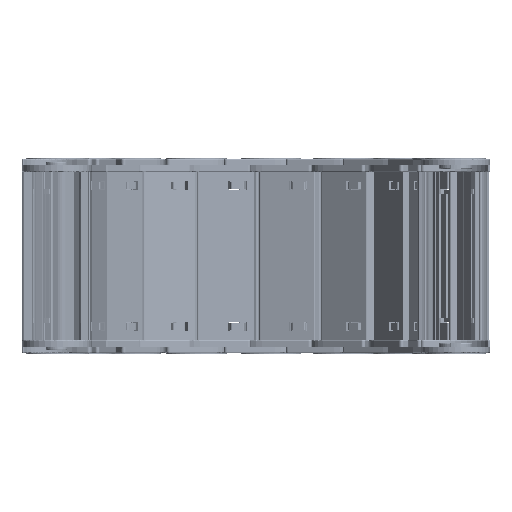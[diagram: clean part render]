
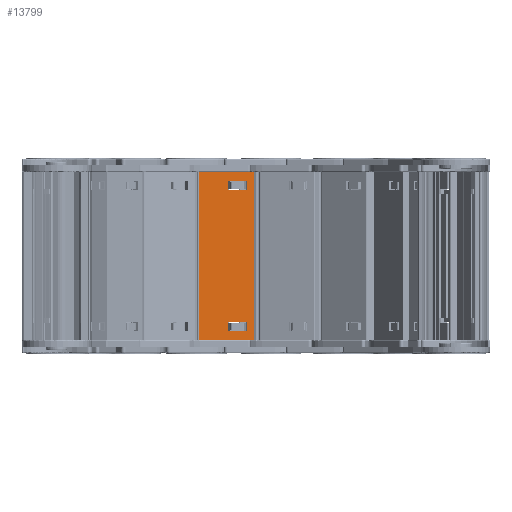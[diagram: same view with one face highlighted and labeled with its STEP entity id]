
A CAD part, left-side view. The second image highlights one B-rep face of the part: STEP entity #13799.
In plain terms, the highlighted face is planar.
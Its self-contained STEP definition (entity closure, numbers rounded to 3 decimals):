
#1995 = CARTESIAN_POINT ( 'NONE',  ( -63.423, 121.399, 225.553 ) ) ;
#2406 = CARTESIAN_POINT ( 'NONE',  ( -26.943, 121.399, 80.884 ) ) ;
#3895 = AXIS2_PLACEMENT_3D ( 'NONE', #1995, #38226, #31863 ) ;
#4185 = VERTEX_POINT ( 'NONE', #27135 ) ;
#4316 = CARTESIAN_POINT ( 'NONE',  ( -26.943, 121.399, -25.416 ) ) ;
#4525 = VERTEX_POINT ( 'NONE', #12455 ) ;
#4699 = DIRECTION ( 'NONE',  ( 0., 0., 1. ) ) ;
#4915 = LINE ( 'NONE', #28377, #24285 ) ;
#4961 = CARTESIAN_POINT ( 'NONE',  ( -40.943, 121.399, 87.184 ) ) ;
#5066 = EDGE_CURVE ( 'NONE', #4525, #39658, #41810, .T. ) ;
#5397 = VERTEX_POINT ( 'NONE', #6347 ) ;
#5685 = DIRECTION ( 'NONE',  ( -1., 0., 0. ) ) ;
#6267 = VERTEX_POINT ( 'NONE', #37091 ) ;
#6347 = CARTESIAN_POINT ( 'NONE',  ( -40.943, 121.399, 87.184 ) ) ;
#6873 = VECTOR ( 'NONE', #36136, 1000. ) ;
#6907 = LINE ( 'NONE', #4961, #19629 ) ;
#6986 = EDGE_CURVE ( 'NONE', #32635, #25292, #33157, .T. ) ;
#7810 = LINE ( 'NONE', #2406, #32714 ) ;
#8254 = CARTESIAN_POINT ( 'NONE',  ( -63.423, 121.399, -32.166 ) ) ;
#8683 = EDGE_CURVE ( 'NONE', #9770, #4525, #11210, .T. ) ;
#8892 = DIRECTION ( 'NONE',  ( 0., 0., -1. ) ) ;
#8995 = EDGE_CURVE ( 'NONE', #6267, #39658, #26447, .T. ) ;
#9466 = ORIENTED_EDGE ( 'NONE', *, *, #6986, .F. ) ;
#9770 = VERTEX_POINT ( 'NONE', #12737 ) ;
#11028 = FACE_OUTER_BOUND ( 'NONE', #27061, .T. ) ;
#11078 = ORIENTED_EDGE ( 'NONE', *, *, #5066, .T. ) ;
#11210 = LINE ( 'NONE', #21935, #35111 ) ;
#12455 = CARTESIAN_POINT ( 'NONE',  ( -21.723, 121.399, -32.166 ) ) ;
#12474 = LINE ( 'NONE', #21067, #12953 ) ;
#12530 = CARTESIAN_POINT ( 'NONE',  ( -63.423, 121.399, 225.553 ) ) ;
#12737 = CARTESIAN_POINT ( 'NONE',  ( -21.723, 121.399, 93.934 ) ) ;
#12953 = VECTOR ( 'NONE', #4699, 1000. ) ;
#13445 = VERTEX_POINT ( 'NONE', #30031 ) ;
#13561 = CARTESIAN_POINT ( 'NONE',  ( -26.943, 121.399, -19.116 ) ) ;
#13651 = EDGE_CURVE ( 'NONE', #25292, #21128, #41492, .T. ) ;
#13799 = ADVANCED_FACE ( 'NONE', ( #11028, #41008, #39462 ), #34696, .F. ) ;
#14256 = EDGE_CURVE ( 'NONE', #5397, #34338, #6907, .T. ) ;
#14941 = CARTESIAN_POINT ( 'NONE',  ( -26.943, 121.399, 87.184 ) ) ;
#15773 = CARTESIAN_POINT ( 'NONE',  ( -40.943, 121.399, -19.116 ) ) ;
#16432 = CARTESIAN_POINT ( 'NONE',  ( -26.943, 121.399, -19.116 ) ) ;
#16705 = EDGE_CURVE ( 'NONE', #4185, #13445, #7810, .T. ) ;
#17952 = CARTESIAN_POINT ( 'NONE',  ( -40.943, 121.399, -25.416 ) ) ;
#18718 = CARTESIAN_POINT ( 'NONE',  ( -40.943, 121.399, -25.416 ) ) ;
#18972 = VECTOR ( 'NONE', #32816, 1000. ) ;
#19611 = CARTESIAN_POINT ( 'NONE',  ( -40.943, 121.399, -19.116 ) ) ;
#19629 = VECTOR ( 'NONE', #34390, 1000. ) ;
#20640 = EDGE_CURVE ( 'NONE', #21128, #28526, #31162, .T. ) ;
#21067 = CARTESIAN_POINT ( 'NONE',  ( -40.943, 121.399, 80.884 ) ) ;
#21128 = VERTEX_POINT ( 'NONE', #18718 ) ;
#21192 = ORIENTED_EDGE ( 'NONE', *, *, #13651, .F. ) ;
#21232 = DIRECTION ( 'NONE',  ( -1., 0., 0. ) ) ;
#21394 = ORIENTED_EDGE ( 'NONE', *, *, #30607, .F. ) ;
#21935 = CARTESIAN_POINT ( 'NONE',  ( -21.723, 121.399, 225.553 ) ) ;
#21954 = DIRECTION ( 'NONE',  ( 0., 0., -1. ) ) ;
#22357 = ORIENTED_EDGE ( 'NONE', *, *, #8683, .T. ) ;
#22640 = DIRECTION ( 'NONE',  ( 0., 0., -1. ) ) ;
#24092 = VECTOR ( 'NONE', #32296, 1000. ) ;
#24191 = ORIENTED_EDGE ( 'NONE', *, *, #16705, .F. ) ;
#24285 = VECTOR ( 'NONE', #8892, 1000. ) ;
#24782 = ORIENTED_EDGE ( 'NONE', *, *, #14256, .F. ) ;
#24793 = DIRECTION ( 'NONE',  ( 0., 0., -1. ) ) ;
#25084 = ORIENTED_EDGE ( 'NONE', *, *, #40205, .F. ) ;
#25292 = VERTEX_POINT ( 'NONE', #4316 ) ;
#25370 = CARTESIAN_POINT ( 'NONE',  ( -26.943, 121.399, -25.416 ) ) ;
#26447 = LINE ( 'NONE', #12530, #28946 ) ;
#26674 = EDGE_LOOP ( 'NONE', ( #24191, #25084, #24782, #21394 ) ) ;
#26886 = DIRECTION ( 'NONE',  ( -1., 0., 0. ) ) ;
#27061 = EDGE_LOOP ( 'NONE', ( #22357, #11078, #41778, #27750 ) ) ;
#27135 = CARTESIAN_POINT ( 'NONE',  ( -26.943, 121.399, 80.884 ) ) ;
#27750 = ORIENTED_EDGE ( 'NONE', *, *, #32008, .F. ) ;
#28377 = CARTESIAN_POINT ( 'NONE',  ( -26.943, 121.399, 87.184 ) ) ;
#28526 = VERTEX_POINT ( 'NONE', #15773 ) ;
#28946 = VECTOR ( 'NONE', #22640, 1000. ) ;
#29673 = VECTOR ( 'NONE', #26886, 1000. ) ;
#30031 = CARTESIAN_POINT ( 'NONE',  ( -40.943, 121.399, 80.884 ) ) ;
#30607 = EDGE_CURVE ( 'NONE', #13445, #5397, #12474, .T. ) ;
#30841 = VECTOR ( 'NONE', #21232, 1000. ) ;
#31162 = LINE ( 'NONE', #19611, #18972 ) ;
#31863 = DIRECTION ( 'NONE',  ( 0., 0., -1. ) ) ;
#32008 = EDGE_CURVE ( 'NONE', #9770, #6267, #38842, .T. ) ;
#32296 = DIRECTION ( 'NONE',  ( -1., 0., 0. ) ) ;
#32635 = VERTEX_POINT ( 'NONE', #16432 ) ;
#32705 = CARTESIAN_POINT ( 'NONE',  ( -63.423, 121.399, -32.166 ) ) ;
#32714 = VECTOR ( 'NONE', #5685, 1000. ) ;
#32816 = DIRECTION ( 'NONE',  ( 0., 0., 1. ) ) ;
#33091 = ORIENTED_EDGE ( 'NONE', *, *, #41167, .F. ) ;
#33157 = LINE ( 'NONE', #25370, #39245 ) ;
#34338 = VERTEX_POINT ( 'NONE', #14941 ) ;
#34390 = DIRECTION ( 'NONE',  ( 1., 0., 0. ) ) ;
#34476 = EDGE_LOOP ( 'NONE', ( #9466, #33091, #39567, #21192 ) ) ;
#34696 = PLANE ( 'NONE',  #3895 ) ;
#35111 = VECTOR ( 'NONE', #24793, 1000. ) ;
#36136 = DIRECTION ( 'NONE',  ( 1., 0., 0. ) ) ;
#36371 = CARTESIAN_POINT ( 'NONE',  ( -63.423, 121.399, 93.934 ) ) ;
#37091 = CARTESIAN_POINT ( 'NONE',  ( -63.423, 121.399, 93.934 ) ) ;
#37848 = LINE ( 'NONE', #13561, #6873 ) ;
#38226 = DIRECTION ( 'NONE',  ( 0., -1., 0. ) ) ;
#38842 = LINE ( 'NONE', #36371, #29673 ) ;
#39245 = VECTOR ( 'NONE', #21954, 1000. ) ;
#39462 = FACE_BOUND ( 'NONE', #34476, .T. ) ;
#39567 = ORIENTED_EDGE ( 'NONE', *, *, #20640, .F. ) ;
#39658 = VERTEX_POINT ( 'NONE', #8254 ) ;
#40205 = EDGE_CURVE ( 'NONE', #34338, #4185, #4915, .T. ) ;
#41008 = FACE_BOUND ( 'NONE', #26674, .T. ) ;
#41167 = EDGE_CURVE ( 'NONE', #28526, #32635, #37848, .T. ) ;
#41492 = LINE ( 'NONE', #17952, #30841 ) ;
#41778 = ORIENTED_EDGE ( 'NONE', *, *, #8995, .F. ) ;
#41810 = LINE ( 'NONE', #32705, #24092 ) ;
